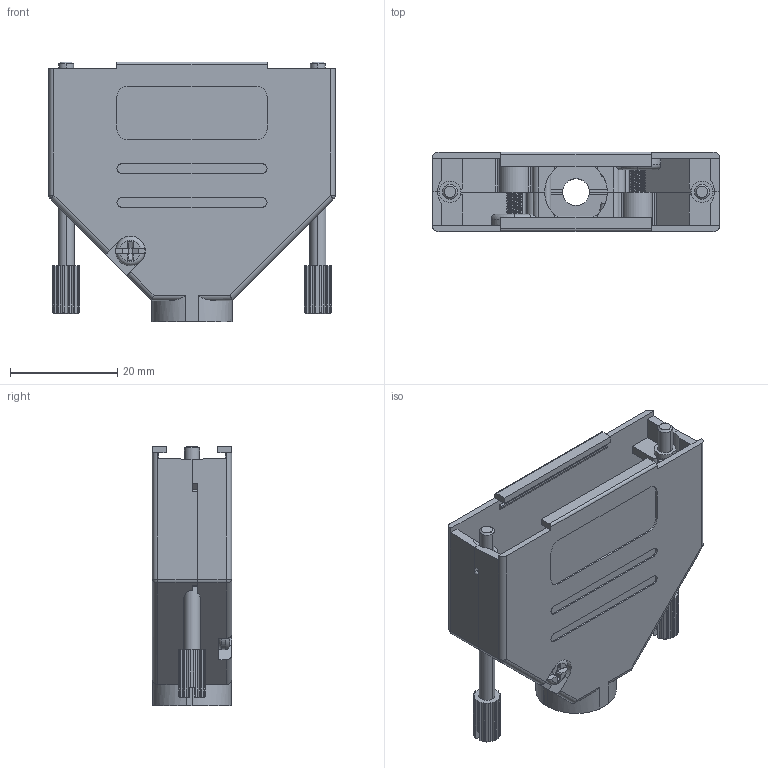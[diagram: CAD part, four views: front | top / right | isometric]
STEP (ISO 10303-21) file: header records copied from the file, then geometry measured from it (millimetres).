
FILE_DESCRIPTION (( 'STEP AP214' ), '1' );
FILE_NAME ('6688-9553.STEP', '2022-10-13T07:52:22', ( '' ), ( '' ), 'SwSTEP 2.0', 'SolidWorks 2021', '' );
FILE_SCHEMA (( 'AUTOMOTIVE_DESIGN' ));
Length unit declared in the file: millimetre
Products named in the file (6): 6688-9553; 6855-0116-05; 6805-0805-03; 6826-0141-02; 6523-0101-01; 6522-0121-02 (5mm)
Assembly tree (9 placements, depth 2):
  6688-9553
    6805-0805-03  x2
    6522-0121-02 (5mm)  x2
    6523-0101-01
    6855-0116-05  x2
    6826-0141-02  x2
Bounding box: 53.5 x 14.8 x 48.5 mm (x, y, z)
Volume: 10028.7 mm3; surface area: 15398 mm2
Topology: 9 solids, 9 shells, 766 faces, 2080 edges, 1356 vertices
Faces by surface type: plane 382, cylinder 330, torus 24, cone 14, bspline 12, sphere 4
Entity records: 16226 total; most frequent: CARTESIAN_POINT 6510, ORIENTED_EDGE 2118, DIRECTION 1863, EDGE_CURVE 1059, VERTEX_POINT 690, AXIS2_PLACEMENT_3D 632, VECTOR 599, LINE 599
